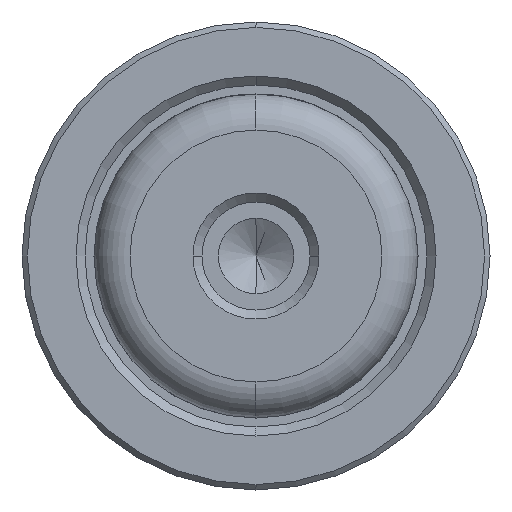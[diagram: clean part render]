
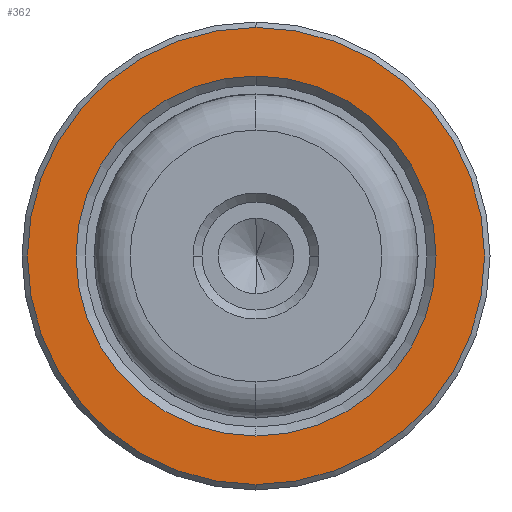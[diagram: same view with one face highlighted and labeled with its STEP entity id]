
A CAD part, left-side view. The second image highlights one B-rep face of the part: STEP entity #362.
In plain terms, the highlighted planar face has unit normal (-1, 0, 0).
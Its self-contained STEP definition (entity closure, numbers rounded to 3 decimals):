
#5 = CARTESIAN_POINT ( 'NONE',  ( 20., 0., -12.7 ) ) ;
#45 = DIRECTION ( 'NONE',  ( -1., 0., 0. ) ) ;
#111 = AXIS2_PLACEMENT_3D ( 'NONE', #1135, #45, #1314 ) ;
#217 = CIRCLE ( 'NONE', #1953, 12.7 ) ;
#231 = DIRECTION ( 'NONE',  ( -1., 0., 0. ) ) ;
#289 = EDGE_CURVE ( 'NONE', #1053, #646, #1835, .T. ) ;
#290 = VERTEX_POINT ( 'NONE', #5 ) ;
#362 = ADVANCED_FACE ( 'NONE', ( #2108, #1128 ), #2024, .T. ) ;
#425 = DIRECTION ( 'NONE',  ( 0., 0., 1. ) ) ;
#453 = CARTESIAN_POINT ( 'NONE',  ( 20., 0., 12.7 ) ) ;
#646 = VERTEX_POINT ( 'NONE', #811 ) ;
#766 = ORIENTED_EDGE ( 'NONE', *, *, #966, .T. ) ;
#808 = CARTESIAN_POINT ( 'NONE',  ( 20., 0., 0. ) ) ;
#811 = CARTESIAN_POINT ( 'NONE',  ( 20., 0., -10. ) ) ;
#852 = AXIS2_PLACEMENT_3D ( 'NONE', #1834, #1512, #425 ) ;
#917 = DIRECTION ( 'NONE',  ( 1., 0., 0. ) ) ;
#966 = EDGE_CURVE ( 'NONE', #290, #2002, #217, .T. ) ;
#994 = DIRECTION ( 'NONE',  ( 0., 0., -1. ) ) ;
#1053 = VERTEX_POINT ( 'NONE', #1170 ) ;
#1128 = FACE_BOUND ( 'NONE', #2174, .T. ) ;
#1135 = CARTESIAN_POINT ( 'NONE',  ( 20., 0., 0. ) ) ;
#1170 = CARTESIAN_POINT ( 'NONE',  ( 20., 0., 10. ) ) ;
#1309 = CARTESIAN_POINT ( 'NONE',  ( 20., 0., 0. ) ) ;
#1314 = DIRECTION ( 'NONE',  ( 0., 0., 1. ) ) ;
#1434 = EDGE_LOOP ( 'NONE', ( #766, #2363 ) ) ;
#1442 = ORIENTED_EDGE ( 'NONE', *, *, #1969, .T. ) ;
#1490 = DIRECTION ( 'NONE',  ( 0., 0., 1. ) ) ;
#1512 = DIRECTION ( 'NONE',  ( -1., 0., 0. ) ) ;
#1520 = AXIS2_PLACEMENT_3D ( 'NONE', #808, #2093, #994 ) ;
#1538 = EDGE_CURVE ( 'NONE', #2002, #290, #2200, .T. ) ;
#1834 = CARTESIAN_POINT ( 'NONE',  ( 20., -9., 0. ) ) ;
#1835 = CIRCLE ( 'NONE', #2126, 10. ) ;
#1871 = CIRCLE ( 'NONE', #1520, 10. ) ;
#1953 = AXIS2_PLACEMENT_3D ( 'NONE', #1309, #231, #1490 ) ;
#1969 = EDGE_CURVE ( 'NONE', #646, #1053, #1871, .T. ) ;
#2002 = VERTEX_POINT ( 'NONE', #453 ) ;
#2007 = CARTESIAN_POINT ( 'NONE',  ( 20., 0., 0. ) ) ;
#2013 = ORIENTED_EDGE ( 'NONE', *, *, #289, .T. ) ;
#2024 = PLANE ( 'NONE',  #852 ) ;
#2093 = DIRECTION ( 'NONE',  ( 1., 0., 0. ) ) ;
#2108 = FACE_OUTER_BOUND ( 'NONE', #1434, .T. ) ;
#2126 = AXIS2_PLACEMENT_3D ( 'NONE', #2007, #917, #2194 ) ;
#2174 = EDGE_LOOP ( 'NONE', ( #2013, #1442 ) ) ;
#2194 = DIRECTION ( 'NONE',  ( 0., 0., -1. ) ) ;
#2200 = CIRCLE ( 'NONE', #111, 12.7 ) ;
#2363 = ORIENTED_EDGE ( 'NONE', *, *, #1538, .T. ) ;
